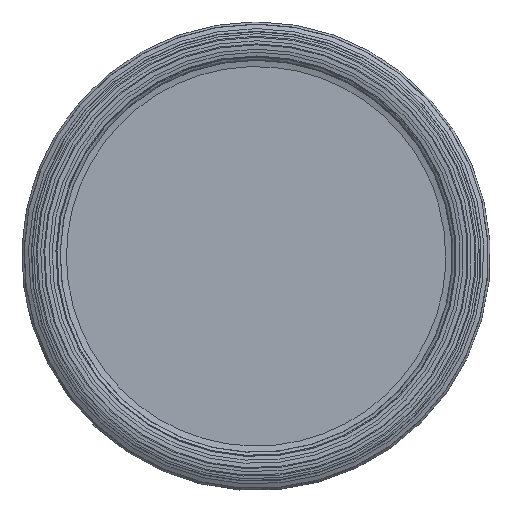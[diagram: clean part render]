
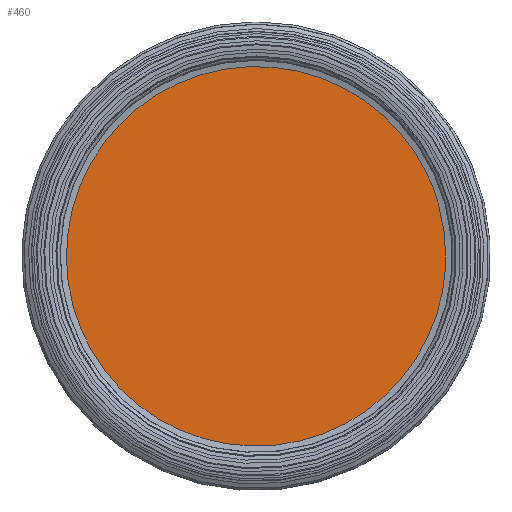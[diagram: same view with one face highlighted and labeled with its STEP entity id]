
A CAD part, front view. The second image highlights one B-rep face of the part: STEP entity #460.
In plain terms, the highlighted face is planar.
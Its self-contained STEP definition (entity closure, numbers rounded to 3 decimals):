
#212=PLANE('',#1434);
#236=FACE_OUTER_BOUND('',#747,.T.);
#300=B_SPLINE_CURVE_WITH_KNOTS('',3,(#2502,#2503,#2504,#2505,#2506,#2507,
#2508,#2509,#2510,#2511,#2512,#2513,#2514,#2515,#2516,#2517,#2518,#2519,
#2520,#2521,#2522,#2523,#2524,#2525,#2526,#2527,#2528,#2529,#2530,#2531,
#2532,#2533,#2534,#2535),.UNSPECIFIED.,.T.,.F.,(1,3,2,2,2,2,2,2,2,2,2,2,
2,2,2,2,2,3,1),(-0.063,0.,0.063,0.125,0.188,0.25,0.313,0.375,0.438,
0.5,0.563,0.625,0.688,0.75,0.813,0.875,0.938,1.,1.063),
 .UNSPECIFIED.);
#460=ADVANCED_FACE('',(#236),#212,.F.);
#747=EDGE_LOOP('',(#1005));
#1005=ORIENTED_EDGE('',*,*,#1242,.F.);
#1113=VERTEX_POINT('',#2536);
#1242=EDGE_CURVE('',#1113,#1113,#300,.T.);
#1434=AXIS2_PLACEMENT_3D('',#2673,#1745,#1746);
#1745=DIRECTION('',(0.,1.,0.));
#1746=DIRECTION('',(0.,0.,1.));
#2502=CARTESIAN_POINT('',(29.624,1.645,8.669));
#2503=CARTESIAN_POINT('',(30.759,1.645,4.791));
#2504=CARTESIAN_POINT('',(31.122,1.645,0.689));
#2505=CARTESIAN_POINT('',(30.251,1.645,-7.345));
#2506=CARTESIAN_POINT('',(29.017,1.645,-11.273));
#2507=CARTESIAN_POINT('',(25.137,1.645,-18.362));
#2508=CARTESIAN_POINT('',(22.494,1.645,-21.519));
#2509=CARTESIAN_POINT('',(16.197,1.645,-26.584));
#2510=CARTESIAN_POINT('',(12.546,1.645,-28.489));
#2511=CARTESIAN_POINT('',(4.791,1.645,-30.759));
#2512=CARTESIAN_POINT('',(0.689,1.645,-31.122));
#2513=CARTESIAN_POINT('',(-7.345,1.645,-30.251));
#2514=CARTESIAN_POINT('',(-11.273,1.645,-29.017));
#2515=CARTESIAN_POINT('',(-18.362,1.645,-25.137));
#2516=CARTESIAN_POINT('',(-21.519,1.645,-22.494));
#2517=CARTESIAN_POINT('',(-26.584,1.645,-16.197));
#2518=CARTESIAN_POINT('',(-28.489,1.645,-12.546));
#2519=CARTESIAN_POINT('',(-30.759,1.645,-4.791));
#2520=CARTESIAN_POINT('',(-31.122,1.645,-0.689));
#2521=CARTESIAN_POINT('',(-30.251,1.645,7.345));
#2522=CARTESIAN_POINT('',(-29.017,1.645,11.273));
#2523=CARTESIAN_POINT('',(-25.137,1.645,18.362));
#2524=CARTESIAN_POINT('',(-22.494,1.645,21.519));
#2525=CARTESIAN_POINT('',(-16.197,1.645,26.584));
#2526=CARTESIAN_POINT('',(-12.546,1.645,28.489));
#2527=CARTESIAN_POINT('',(-4.791,1.645,30.759));
#2528=CARTESIAN_POINT('',(-0.689,1.645,31.122));
#2529=CARTESIAN_POINT('',(7.345,1.645,30.251));
#2530=CARTESIAN_POINT('',(11.273,1.645,29.017));
#2531=CARTESIAN_POINT('',(18.362,1.645,25.137));
#2532=CARTESIAN_POINT('',(21.519,1.645,22.494));
#2533=CARTESIAN_POINT('',(26.584,1.645,16.197));
#2534=CARTESIAN_POINT('',(28.489,1.645,12.546));
#2535=CARTESIAN_POINT('',(29.624,1.645,8.669));
#2536=CARTESIAN_POINT('',(29.624,1.645,8.669));
#2673=CARTESIAN_POINT('',(0.,1.645,0.));
